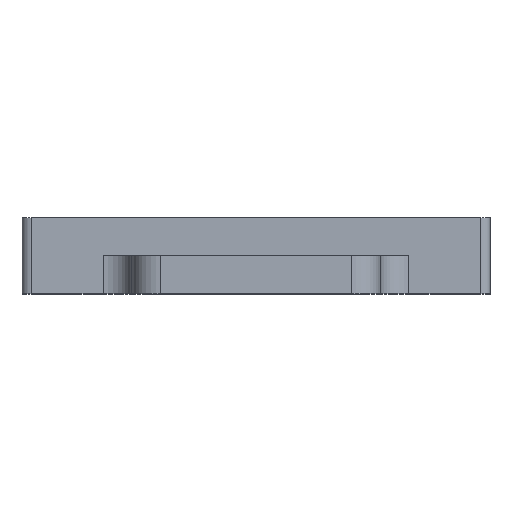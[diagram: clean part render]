
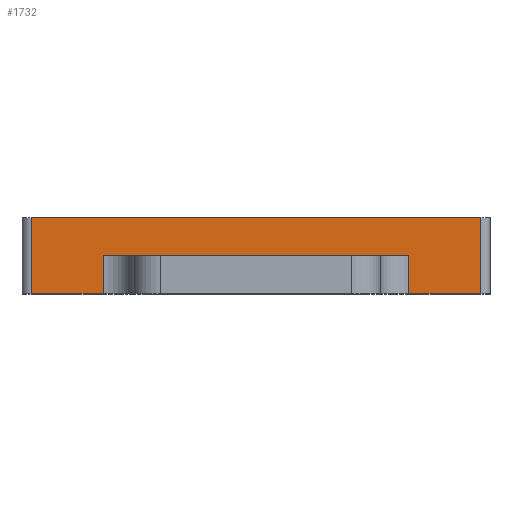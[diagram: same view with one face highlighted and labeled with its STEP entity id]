
A CAD part, top view. The second image highlights one B-rep face of the part: STEP entity #1732.
In plain terms, the highlighted planar face has unit normal (0, 0, 1).
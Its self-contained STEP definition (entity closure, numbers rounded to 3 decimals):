
#31 = CARTESIAN_POINT ( 'NONE',  ( 1., 0., 0. ) ) ;
#172 = CARTESIAN_POINT ( 'NONE',  ( 48., 8., 0. ) ) ;
#206 = EDGE_CURVE ( 'NONE', #493, #2028, #2452, .T. ) ;
#224 = VERTEX_POINT ( 'NONE', #297 ) ;
#274 = DIRECTION ( 'NONE',  ( 0., 1., 0. ) ) ;
#291 = VECTOR ( 'NONE', #874, 1000. ) ;
#297 = CARTESIAN_POINT ( 'NONE',  ( 8.5, 4., 0. ) ) ;
#388 = CARTESIAN_POINT ( 'NONE',  ( 37.5, 4., 0. ) ) ;
#451 = ORIENTED_EDGE ( 'NONE', *, *, #1042, .T. ) ;
#493 = VERTEX_POINT ( 'NONE', #1538 ) ;
#518 = CARTESIAN_POINT ( 'NONE',  ( 48., 2., 0. ) ) ;
#531 = DIRECTION ( 'NONE',  ( 0., 1., 0. ) ) ;
#597 = VERTEX_POINT ( 'NONE', #1068 ) ;
#748 = CARTESIAN_POINT ( 'NONE',  ( 40.5, 0., 0. ) ) ;
#775 = DIRECTION ( 'NONE',  ( 0., -1., 0. ) ) ;
#821 = EDGE_CURVE ( 'NONE', #493, #224, #1667, .T. ) ;
#852 = EDGE_CURVE ( 'NONE', #1856, #2420, #2532, .T. ) ;
#874 = DIRECTION ( 'NONE',  ( 1., 0., 0. ) ) ;
#901 = DIRECTION ( 'NONE',  ( 0., -1., 0. ) ) ;
#908 = LINE ( 'NONE', #2199, #1497 ) ;
#929 = ORIENTED_EDGE ( 'NONE', *, *, #206, .T. ) ;
#992 = VERTEX_POINT ( 'NONE', #1716 ) ;
#1042 = EDGE_CURVE ( 'NONE', #2028, #992, #2149, .T. ) ;
#1059 = EDGE_CURVE ( 'NONE', #1856, #1080, #1735, .T. ) ;
#1068 = CARTESIAN_POINT ( 'NONE',  ( 8.5, 0., 0. ) ) ;
#1072 = EDGE_CURVE ( 'NONE', #597, #224, #1950, .T. ) ;
#1080 = VERTEX_POINT ( 'NONE', #31 ) ;
#1089 = DIRECTION ( 'NONE',  ( 1., 0., 0. ) ) ;
#1136 = VECTOR ( 'NONE', #775, 1000. ) ;
#1219 = PLANE ( 'NONE',  #2165 ) ;
#1246 = CARTESIAN_POINT ( 'NONE',  ( 0., 2., 0. ) ) ;
#1367 = VECTOR ( 'NONE', #1871, 1000. ) ;
#1497 = VECTOR ( 'NONE', #1089, 1000. ) ;
#1513 = ORIENTED_EDGE ( 'NONE', *, *, #2135, .T. ) ;
#1538 = CARTESIAN_POINT ( 'NONE',  ( 40.5, 4., 0. ) ) ;
#1552 = CARTESIAN_POINT ( 'NONE',  ( 1., 0., 0. ) ) ;
#1639 = DIRECTION ( 'NONE',  ( 1., 0., 0. ) ) ;
#1640 = VECTOR ( 'NONE', #1639, 1000. ) ;
#1663 = VECTOR ( 'NONE', #274, 1000. ) ;
#1667 = LINE ( 'NONE', #388, #1367 ) ;
#1679 = CARTESIAN_POINT ( 'NONE',  ( 0., 8., 0. ) ) ;
#1698 = ORIENTED_EDGE ( 'NONE', *, *, #2764, .T. ) ;
#1716 = CARTESIAN_POINT ( 'NONE',  ( 48., 0., 0. ) ) ;
#1732 = ADVANCED_FACE ( 'NONE', ( #1869 ), #1219, .F. ) ;
#1735 = LINE ( 'NONE', #1552, #2118 ) ;
#1763 = CARTESIAN_POINT ( 'NONE',  ( 0., 0., 0. ) ) ;
#1852 = DIRECTION ( 'NONE',  ( -1., 0., 0. ) ) ;
#1856 = VERTEX_POINT ( 'NONE', #1932 ) ;
#1869 = FACE_OUTER_BOUND ( 'NONE', #1933, .T. ) ;
#1871 = DIRECTION ( 'NONE',  ( -1., 0., 0. ) ) ;
#1932 = CARTESIAN_POINT ( 'NONE',  ( 1., 8., 0. ) ) ;
#1933 = EDGE_LOOP ( 'NONE', ( #1513, #2236, #2514, #929, #451, #1698, #2439, #2005 ) ) ;
#1950 = LINE ( 'NONE', #1965, #1663 ) ;
#1965 = CARTESIAN_POINT ( 'NONE',  ( 8.5, 4., 0. ) ) ;
#2005 = ORIENTED_EDGE ( 'NONE', *, *, #1059, .T. ) ;
#2028 = VERTEX_POINT ( 'NONE', #2541 ) ;
#2118 = VECTOR ( 'NONE', #901, 1000. ) ;
#2119 = DIRECTION ( 'NONE',  ( 0., 0., -1. ) ) ;
#2135 = EDGE_CURVE ( 'NONE', #1080, #597, #908, .T. ) ;
#2149 = LINE ( 'NONE', #1763, #291 ) ;
#2165 = AXIS2_PLACEMENT_3D ( 'NONE', #1246, #2119, #1852 ) ;
#2199 = CARTESIAN_POINT ( 'NONE',  ( 0., 0., 0. ) ) ;
#2221 = VECTOR ( 'NONE', #531, 1000. ) ;
#2236 = ORIENTED_EDGE ( 'NONE', *, *, #1072, .T. ) ;
#2420 = VERTEX_POINT ( 'NONE', #172 ) ;
#2439 = ORIENTED_EDGE ( 'NONE', *, *, #852, .F. ) ;
#2452 = LINE ( 'NONE', #748, #1136 ) ;
#2514 = ORIENTED_EDGE ( 'NONE', *, *, #821, .F. ) ;
#2532 = LINE ( 'NONE', #1679, #1640 ) ;
#2541 = CARTESIAN_POINT ( 'NONE',  ( 40.5, 0., 0. ) ) ;
#2652 = LINE ( 'NONE', #518, #2221 ) ;
#2764 = EDGE_CURVE ( 'NONE', #992, #2420, #2652, .T. ) ;
